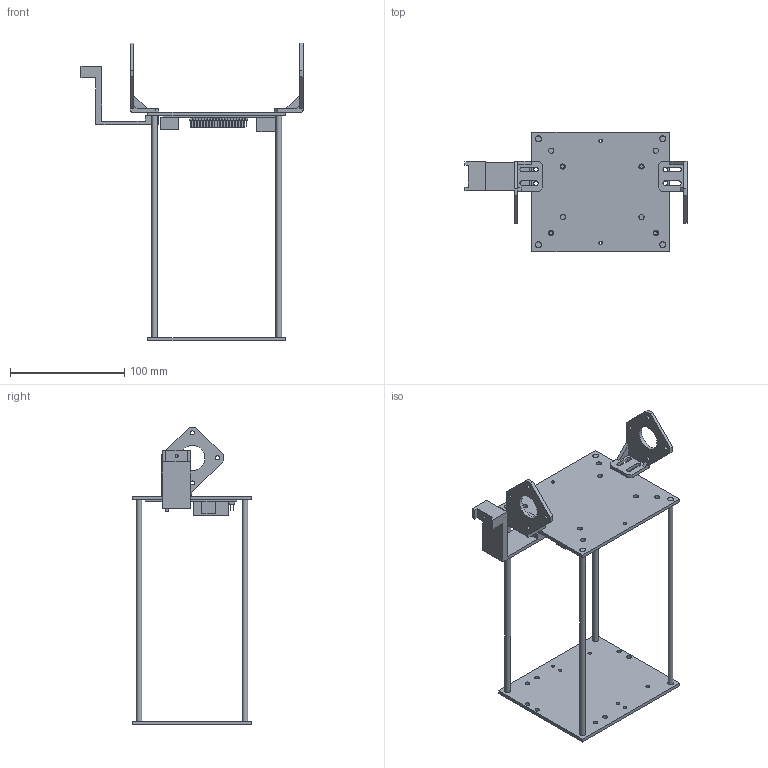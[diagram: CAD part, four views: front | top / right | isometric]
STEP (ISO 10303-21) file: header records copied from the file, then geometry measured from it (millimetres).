
FILE_DESCRIPTION(/* description */ (''),/* implementation_level */ '2;1');
FILE_NAME(/* name */ 'Assembly Bottom V2 v3.step',/* time_stamp */ '2023-06-22T13:29:28+01:00',/* author */ (''),/* organization */ (''),/* preprocessor_version */ 'ST-DEVELOPER v19.2',/* originating_system */ 'Autodesk Translation Framework v12.6.0.85',/* authorisation */ '');
FILE_SCHEMA (('AUTOMOTIVE_DESIGN { 1 0 10303 214 3 1 1 }'));
Products named in the file (21): Assembly Bottom V2; DE10-Lite; TSW-120-07-G-D; _TSW-120-07-G-D_body; _T-1S6-07-TSW-1-07-20-D; SSW-108-01-G-S; _T1SSW-108-01-G-S; _P2SSW-108-01-G-S; SSW-106-01-G-S; _T1SSW-106-01-G-S; _P2SSW-106-01-G-S; SSW-110-01-G-S; _T1SSW-110-01-G-S; _P2SSW-110-01-G-S; Bottom Floor V2; Untitled; Rod; Servo Bracket; Servo Bracket v1(Mirror); Top Floor; Sensor Mount Wheel V1
Assembly tree (23 placements, depth 4):
  Assembly Bottom V2
    DE10-Lite
      TSW-120-07-G-D
        _TSW-120-07-G-D_body
        _T-1S6-07-TSW-1-07-20-D
      SSW-108-01-G-S  x2
        _T1SSW-108-01-G-S
        _P2SSW-108-01-G-S
      SSW-106-01-G-S
        _T1SSW-106-01-G-S
        _P2SSW-106-01-G-S
      SSW-110-01-G-S
        _T1SSW-110-01-G-S
        _P2SSW-110-01-G-S
    Bottom Floor V2
    Untitled
    Rod  x3
    Servo Bracket
    Servo Bracket v1(Mirror)
    Top Floor
    Sensor Mount Wheel V1
Bounding box: 194 x 104 x 260.41 mm (x, y, z)
Volume: 141803.8 mm3; surface area: 110470.4 mm2
Topology: 22 solids, 22 shells, 2361 faces, 6029 edges, 3786 vertices
Faces by surface type: plane 2294, cylinder 67
Full cylindrical faces by diameter (mm): 2.7 x1, 3.1 x8, 3.2 x4, 3.5 x8, 4 x14, 4.5 x8, 5 x4, 5.4 x8, 22 x2
Entity records: 68138 total; most frequent: CARTESIAN_POINT 11472, ORIENTED_EDGE 11326, DIRECTION 10327, EDGE_CURVE 5663, LINE 5533, VECTOR 5533, VERTEX_POINT 3542, EDGE_LOOP 2569
